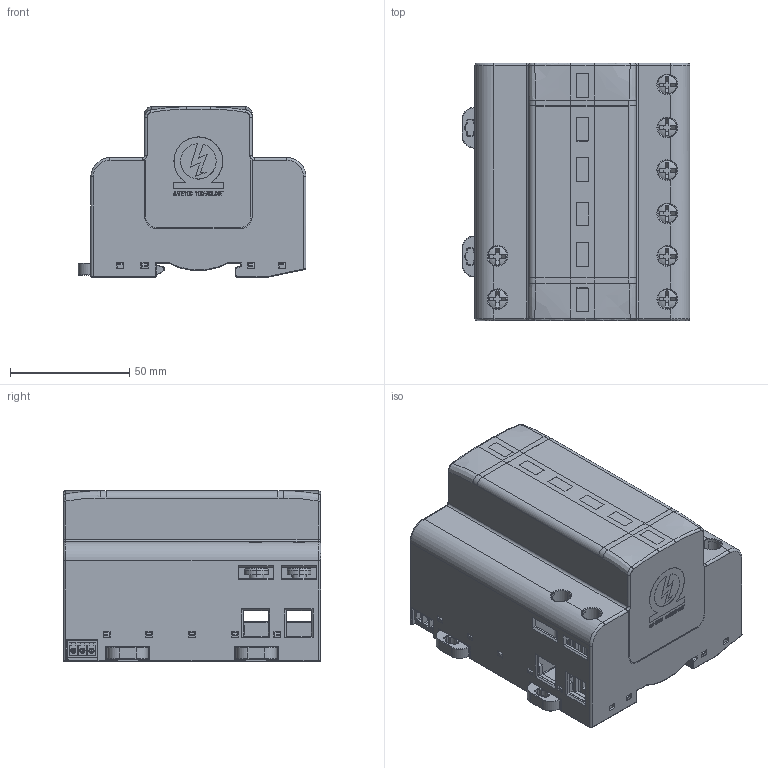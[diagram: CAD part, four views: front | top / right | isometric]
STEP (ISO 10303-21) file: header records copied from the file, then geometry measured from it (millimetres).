
FILE_DESCRIPTION((''),'2;1');
FILE_NAME('560130_ASM','2018-08-24T11:27:49',('teo.ivanusa'),('Audax d.o.o.'),'CREO PARAMETRIC BY PTC INC, 2017260','CREO PARAMETRIC BY PTC INC, 2017260','');
FILE_SCHEMA(('AP242_MANAGED_MODEL_BASED_3D_ENGINEERING_MIM_LF { 1 0 10303 442 1 1 4 }'));
Products named in the file (14): SFT_PODNOZJE_6TE_1000V_Y__; SES_ODKL_KONT_2TE__ASM; 521000502_VIJAK_M6X12_; 526001100_ODKLOPNIK_125KA_SES__ASM; 5421_125_VAR_SFTB_SESTAV__ASM; 5420_VAR_SKLOP_SFTB_125KA__ASM; ZASKOCKA_PLASTICNA_V11_; VZMET_VSKOCKE_; 526002471_; RC_ZENSKA_WM_; RC_WM_SESTAV__ASM; LECKA_BUHTEL_; LECKA_BUHTEL_BEZ_; 560130_ASM
Assembly tree (24 placements, depth 5):
  560130_ASM
    SFT_PODNOZJE_6TE_1000V_Y__
    5420_VAR_SKLOP_SFTB_125KA__ASM  x3
      5421_125_VAR_SFTB_SESTAV__ASM
        526001100_ODKLOPNIK_125KA_SES__ASM
          SES_ODKL_KONT_2TE__ASM
          521000502_VIJAK_M6X12_  x2
    521000502_VIJAK_M6X12_  x2
    ZASKOCKA_PLASTICNA_V11_  x2
    VZMET_VSKOCKE_  x2
    526002471_
    RC_WM_SESTAV__ASM
      RC_ZENSKA_WM_
    LECKA_BUHTEL_  x3
    LECKA_BUHTEL_BEZ_  x3
Bounding box: 95.35 x 107.7 x 71.29 mm (x, y, z)
Volume: 115997.8 mm3; surface area: 148492.1 mm2
Topology: 21 solids, 21 shells, 3773 faces, 9983 edges, 6384 vertices
Faces by surface type: plane 1997, cylinder 1116, torus 303, sphere 167, bspline 123, cone 52, extrusion 15
Entity records: 142096 total; most frequent: CARTESIAN_POINT 31759, ORIENTED_EDGE 17102, DIRECTION 16891, PRESENTATION_STYLE_ASSIGNMENT 8758, STYLED_ITEM 8704, CURVE_STYLE 8671, EDGE_CURVE 8551, VECTOR 5839
